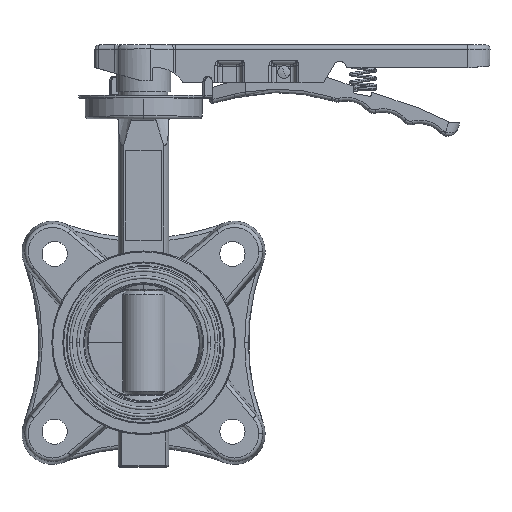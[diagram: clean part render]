
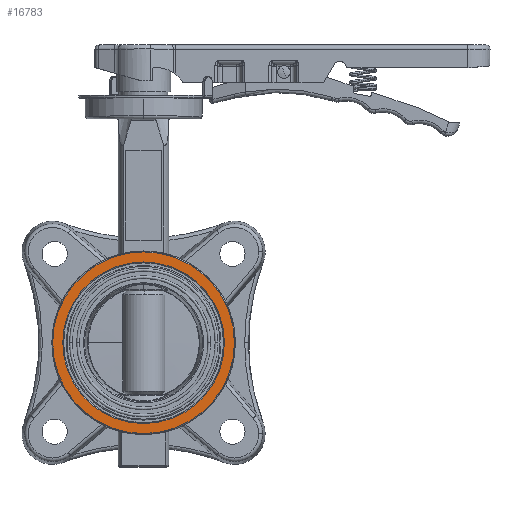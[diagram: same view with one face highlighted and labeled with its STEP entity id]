
A CAD part, top view. The second image highlights one B-rep face of the part: STEP entity #16783.
In plain terms, the highlighted planar face has unit normal (0, 0, 1).
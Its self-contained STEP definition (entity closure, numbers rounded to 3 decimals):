
#968 = CARTESIAN_POINT ( 'NONE',  ( 50.5, 0., 23. ) ) ;
#1931 = DIRECTION ( 'NONE',  ( 1., 0., 0. ) ) ;
#2381 = EDGE_CURVE ( 'NONE', #10000, #20189, #37567, .T. ) ;
#2759 = CARTESIAN_POINT ( 'NONE',  ( 0., 0., 23. ) ) ;
#3513 = VERTEX_POINT ( 'NONE', #968 ) ;
#4243 = DIRECTION ( 'NONE',  ( 0., 0., 1. ) ) ;
#5301 = DIRECTION ( 'NONE',  ( 0., 0., -1. ) ) ;
#7753 = CARTESIAN_POINT ( 'NONE',  ( 44.9, 0., 23. ) ) ;
#10000 = VERTEX_POINT ( 'NONE', #16266 ) ;
#10566 = VERTEX_POINT ( 'NONE', #38621 ) ;
#10926 = AXIS2_PLACEMENT_3D ( 'NONE', #18163, #25035, #39785 ) ;
#16129 = FACE_OUTER_BOUND ( 'NONE', #31371, .T. ) ;
#16266 = CARTESIAN_POINT ( 'NONE',  ( -44.9, 0., 23. ) ) ;
#16783 = ADVANCED_FACE ( 'NONE', ( #16129, #34447 ), #47038, .T. ) ;
#17167 = DIRECTION ( 'NONE',  ( 0., 0., -1. ) ) ;
#17634 = AXIS2_PLACEMENT_3D ( 'NONE', #21434, #24636, #28302 ) ;
#18163 = CARTESIAN_POINT ( 'NONE',  ( 0., 0., 23. ) ) ;
#20027 = CARTESIAN_POINT ( 'NONE',  ( 0., 0., 23. ) ) ;
#20189 = VERTEX_POINT ( 'NONE', #7753 ) ;
#21430 = EDGE_CURVE ( 'NONE', #3513, #10566, #34185, .T. ) ;
#21434 = CARTESIAN_POINT ( 'NONE',  ( 0., 0., 23. ) ) ;
#22480 = CARTESIAN_POINT ( 'NONE',  ( 0., 0., 23. ) ) ;
#22621 = ORIENTED_EDGE ( 'NONE', *, *, #47292, .T. ) ;
#23411 = EDGE_CURVE ( 'NONE', #20189, #10000, #42563, .T. ) ;
#24636 = DIRECTION ( 'NONE',  ( 0., 0., 1. ) ) ;
#25035 = DIRECTION ( 'NONE',  ( 0., 0., 1. ) ) ;
#26110 = AXIS2_PLACEMENT_3D ( 'NONE', #2759, #17167, #35594 ) ;
#28302 = DIRECTION ( 'NONE',  ( 1., 0., 0. ) ) ;
#31371 = EDGE_LOOP ( 'NONE', ( #22621, #36940 ) ) ;
#34185 = CIRCLE ( 'NONE', #39868, 50.5 ) ;
#34447 = FACE_BOUND ( 'NONE', #35123, .T. ) ;
#35050 = AXIS2_PLACEMENT_3D ( 'NONE', #20027, #5301, #1931 ) ;
#35123 = EDGE_LOOP ( 'NONE', ( #36513, #38147 ) ) ;
#35594 = DIRECTION ( 'NONE',  ( 1., 0., 0. ) ) ;
#36513 = ORIENTED_EDGE ( 'NONE', *, *, #23411, .T. ) ;
#36940 = ORIENTED_EDGE ( 'NONE', *, *, #21430, .T. ) ;
#37567 = CIRCLE ( 'NONE', #35050, 44.9 ) ;
#38147 = ORIENTED_EDGE ( 'NONE', *, *, #2381, .T. ) ;
#38621 = CARTESIAN_POINT ( 'NONE',  ( -50.5, 0., 23. ) ) ;
#39785 = DIRECTION ( 'NONE',  ( 1., 0., 0. ) ) ;
#39868 = AXIS2_PLACEMENT_3D ( 'NONE', #22480, #4243, #40567 ) ;
#40567 = DIRECTION ( 'NONE',  ( 1., 0., 0. ) ) ;
#42563 = CIRCLE ( 'NONE', #26110, 44.9 ) ;
#46787 = CIRCLE ( 'NONE', #10926, 50.5 ) ;
#47038 = PLANE ( 'NONE',  #17634 ) ;
#47292 = EDGE_CURVE ( 'NONE', #10566, #3513, #46787, .T. ) ;
